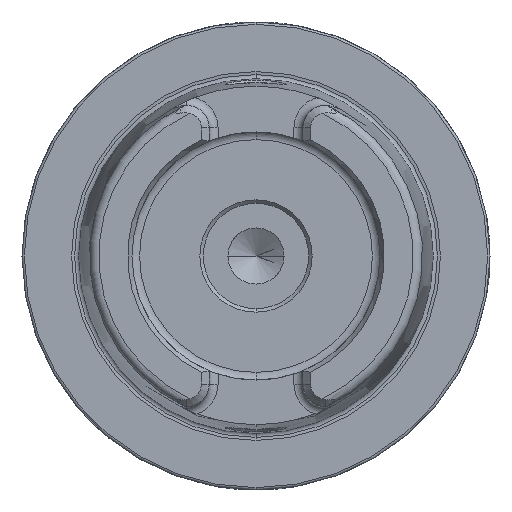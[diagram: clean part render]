
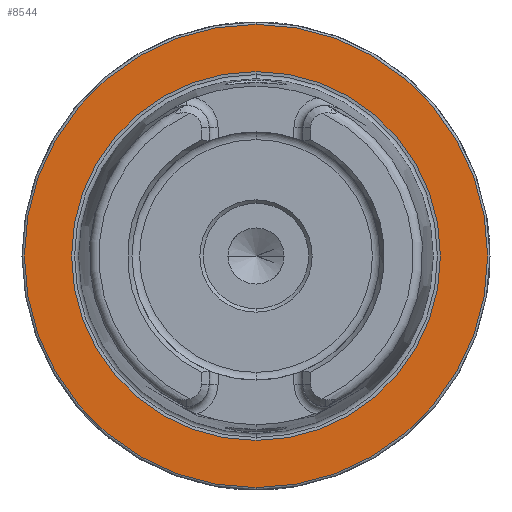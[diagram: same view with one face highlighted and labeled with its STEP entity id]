
A CAD part, left-side view. The second image highlights one B-rep face of the part: STEP entity #8544.
In plain terms, the highlighted planar face has unit normal (-1, 0, 0).
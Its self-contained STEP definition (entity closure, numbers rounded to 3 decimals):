
#1552 = CARTESIAN_POINT ( 'NONE',  ( 0., 0., 49.5 ) ) ;
#1573 = CARTESIAN_POINT ( 'NONE',  ( 0., 0., 39.405 ) ) ;
#1759 = CARTESIAN_POINT ( 'NONE',  ( 0., 0., -49.5 ) ) ;
#1763 = CARTESIAN_POINT ( 'NONE',  ( 0., 0., -39.405 ) ) ;
#2574 = CARTESIAN_POINT ( 'NONE',  ( 0., 0., 0. ) ) ;
#3029 = AXIS2_PLACEMENT_3D ( 'NONE', #2574, #4099, #4100 ) ;
#3030 = AXIS2_PLACEMENT_3D ( 'NONE', #4103, #4104, #4105 ) ;
#3600 = CIRCLE ( 'NONE', #3030, 49.5 ) ;
#3601 = CIRCLE ( 'NONE', #3029, 39.405 ) ;
#4099 = DIRECTION ( 'NONE',  ( -1., 0., 0. ) ) ;
#4100 = DIRECTION ( 'NONE',  ( 0., 0., 1. ) ) ;
#4103 = CARTESIAN_POINT ( 'NONE',  ( 0., 0., 0. ) ) ;
#4104 = DIRECTION ( 'NONE',  ( -1., 0., 0. ) ) ;
#4105 = DIRECTION ( 'NONE',  ( 0., 0., 1. ) ) ;
#5890 = EDGE_CURVE ( 'NONE', #8838, #9015, #7406, .T. ) ;
#5891 = EDGE_CURVE ( 'NONE', #9011, #8825, #7409, .T. ) ;
#7148 = EDGE_LOOP ( 'NONE', ( #9684, #9671 ) ) ;
#7163 = EDGE_LOOP ( 'NONE', ( #9666, #9686 ) ) ;
#7406 = CIRCLE ( 'NONE', #7685, 39.405 ) ;
#7409 = CIRCLE ( 'NONE', #7686, 49.5 ) ;
#7685 = AXIS2_PLACEMENT_3D ( 'NONE', #8007, #8008, #8009 ) ;
#7686 = AXIS2_PLACEMENT_3D ( 'NONE', #8010, #8011, #8012 ) ;
#7845 = AXIS2_PLACEMENT_3D ( 'NONE', #12860, #12865, #12866 ) ;
#8007 = CARTESIAN_POINT ( 'NONE',  ( 0., 0., 0. ) ) ;
#8008 = DIRECTION ( 'NONE',  ( -1., 0., 0. ) ) ;
#8009 = DIRECTION ( 'NONE',  ( 0., 0., 1. ) ) ;
#8010 = CARTESIAN_POINT ( 'NONE',  ( 0., 0., 0. ) ) ;
#8011 = DIRECTION ( 'NONE',  ( -1., 0., 0. ) ) ;
#8012 = DIRECTION ( 'NONE',  ( 0., 0., 1. ) ) ;
#8544 = ADVANCED_FACE ( 'NONE', ( #12522, #12520 ), #12863, .F. ) ;
#8825 = VERTEX_POINT ( 'NONE', #1552 ) ;
#8838 = VERTEX_POINT ( 'NONE', #1573 ) ;
#9011 = VERTEX_POINT ( 'NONE', #1759 ) ;
#9015 = VERTEX_POINT ( 'NONE', #1763 ) ;
#9666 = ORIENTED_EDGE ( 'NONE', *, *, #5890, .F. ) ;
#9671 = ORIENTED_EDGE ( 'NONE', *, *, #5891, .T. ) ;
#9684 = ORIENTED_EDGE ( 'NONE', *, *, #9694, .T. ) ;
#9686 = ORIENTED_EDGE ( 'NONE', *, *, #9693, .F. ) ;
#9693 = EDGE_CURVE ( 'NONE', #9015, #8838, #3601, .T. ) ;
#9694 = EDGE_CURVE ( 'NONE', #8825, #9011, #3600, .T. ) ;
#12520 = FACE_OUTER_BOUND ( 'NONE', #7148, .T. ) ;
#12522 = FACE_BOUND ( 'NONE', #7163, .T. ) ;
#12860 = CARTESIAN_POINT ( 'NONE',  ( 0., 49.5, 0. ) ) ;
#12863 = PLANE ( 'NONE',  #7845 ) ;
#12865 = DIRECTION ( 'NONE',  ( 1., 0., 0. ) ) ;
#12866 = DIRECTION ( 'NONE',  ( 0., 0., -1. ) ) ;
